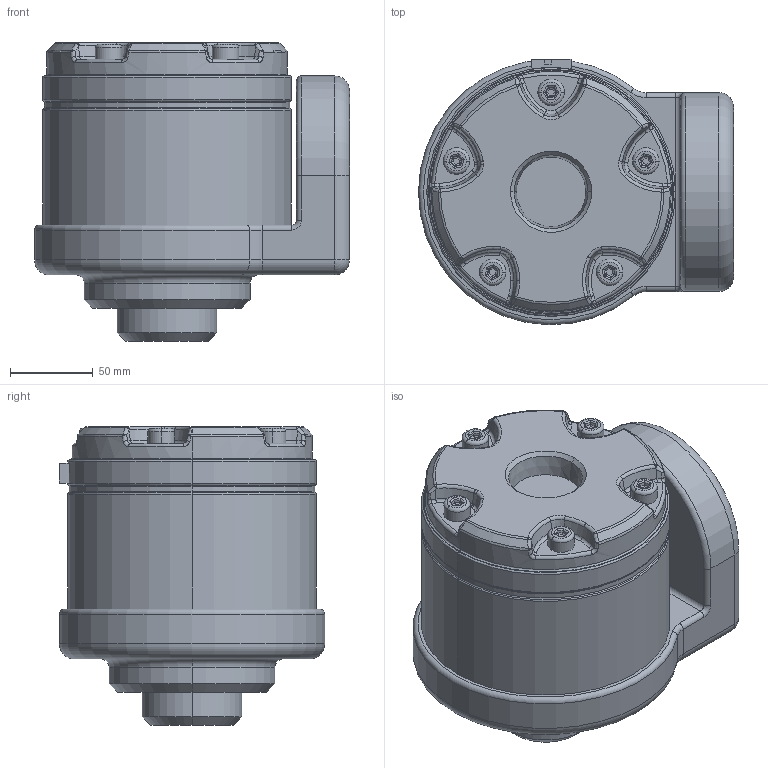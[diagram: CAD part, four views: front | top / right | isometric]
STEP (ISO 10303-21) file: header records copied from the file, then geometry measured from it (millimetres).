
FILE_DESCRIPTION (( 'STEP AP203' ), '1' );
FILE_NAME ('Joint0_Default_sldprt.STEP', '2020-06-17T03:14:17', ( '' ), ( '' ), 'SwSTEP 2.0', 'SolidWorks 2019', '' );
FILE_SCHEMA (( 'CONFIG_CONTROL_DESIGN' ));
Length unit declared in the file: millimetre
Products named in the file (1): Joint0_Default_sldprt
Bounding box: 190 x 159.99 x 180 mm (x, y, z)
Volume: 3049856.2 mm3; surface area: 151506.9 mm2
Topology: 1 solids, 1 shells, 356 faces, 804 edges, 464 vertices
Faces by surface type: cylinder 108, torus 84, plane 80, cone 31, bspline 30, sphere 23
Entity records: 10583 total; most frequent: CARTESIAN_POINT 2866, DIRECTION 1650, ORIENTED_EDGE 1604, EDGE_CURVE 802, AXIS2_PLACEMENT_3D 682, VERTEX_POINT 464, EDGE_LOOP 372, FACE_OUTER_BOUND 356
